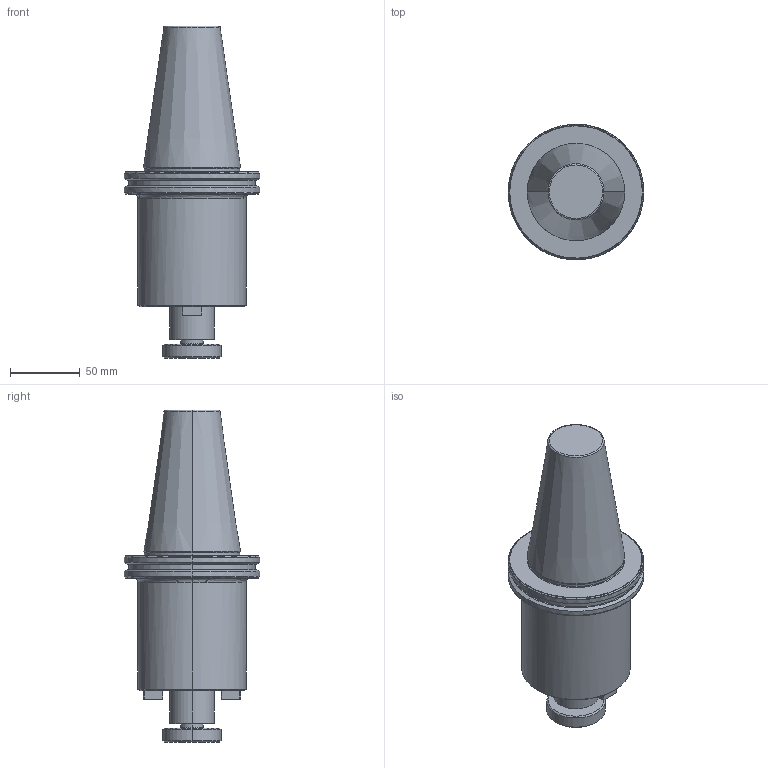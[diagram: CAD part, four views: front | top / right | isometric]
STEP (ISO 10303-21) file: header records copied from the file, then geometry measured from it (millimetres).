
FILE_DESCRIPTION (( 'STEP AP203' ), '1' );
FILE_NAME ('SK50 FMH32 100 AD-6.3G15000 SL SP.S.STEP', '2019-05-02T07:57:03', ( '' ), ( '' ), 'SwSTEP 2.0', 'SolidWorks 2014', '' );
FILE_SCHEMA (( 'CONFIG_CONTROL_DESIGN' ));
Length unit declared in the file: millimetre
Products named in the file (1): SK50 FMH32 100 AD-6.3G15000 SL SP.S
Bounding box: 97.5 x 97.5 x 238.75 mm (x, y, z)
Volume: 796509.5 mm3; surface area: 62687.6 mm2
Topology: 1 solids, 1 shells, 102 faces, 248 edges, 157 vertices
Faces by surface type: plane 27, bspline 20, cone 20, torus 19, cylinder 16
Entity records: 4419 total; most frequent: CARTESIAN_POINT 2014, ORIENTED_EDGE 496, DIRECTION 486, EDGE_CURVE 248, AXIS2_PLACEMENT_3D 201, VERTEX_POINT 157, CIRCLE 118, EDGE_LOOP 111
